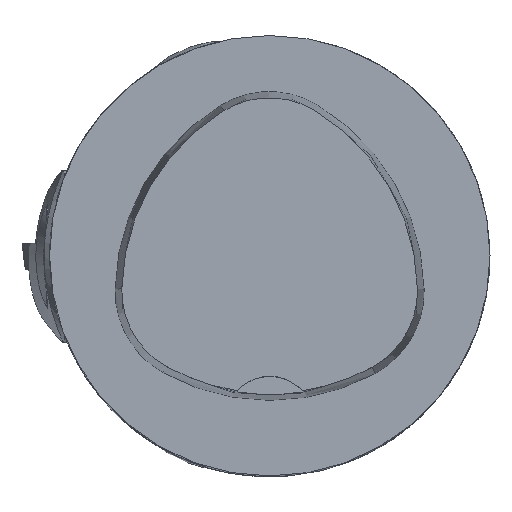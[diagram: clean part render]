
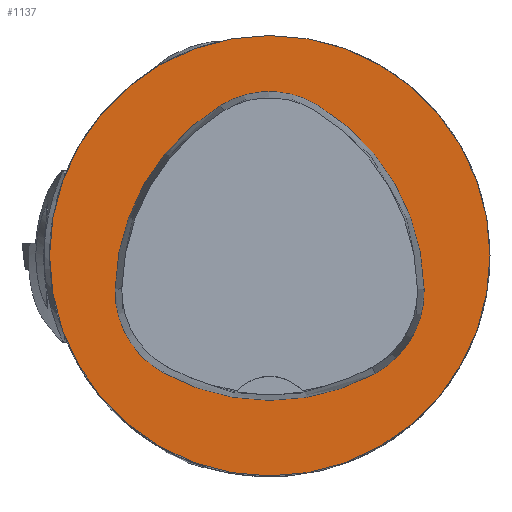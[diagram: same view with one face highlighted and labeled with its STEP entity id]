
A CAD part, top view. The second image highlights one B-rep face of the part: STEP entity #1137.
In plain terms, the highlighted planar face has unit normal (0, 0, 1).
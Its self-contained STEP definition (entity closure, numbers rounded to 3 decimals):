
#430=PLANE('',#7901);
#744=FACE_BOUND('',#1973,.T.);
#745=FACE_BOUND('',#1974,.T.);
#1137=ADVANCED_FACE('',(#744,#745),#430,.T.);
#1973=EDGE_LOOP('',(#2953,#2954,#2955,#2956,#2957,#2958));
#1974=EDGE_LOOP('',(#2959));
#2447=CIRCLE('',#7787,20.);
#2512=CIRCLE('',#7879,20.);
#2514=CIRCLE('',#7882,8.5);
#2516=CIRCLE('',#7885,20.);
#2518=CIRCLE('',#7888,8.5);
#2522=CIRCLE('',#7893,20.);
#2524=CIRCLE('',#7896,8.5);
#2953=ORIENTED_EDGE('',*,*,#5845,.T.);
#2954=ORIENTED_EDGE('',*,*,#5825,.T.);
#2955=ORIENTED_EDGE('',*,*,#5829,.T.);
#2956=ORIENTED_EDGE('',*,*,#5832,.T.);
#2957=ORIENTED_EDGE('',*,*,#5835,.T.);
#2958=ORIENTED_EDGE('',*,*,#5843,.T.);
#2959=ORIENTED_EDGE('',*,*,#5569,.F.);
#4827=VERTEX_POINT('',#10492);
#5078=VERTEX_POINT('',#11087);
#5079=VERTEX_POINT('',#11088);
#5082=VERTEX_POINT('',#11096);
#5084=VERTEX_POINT('',#11102);
#5086=VERTEX_POINT('',#11108);
#5093=VERTEX_POINT('',#11129);
#5569=EDGE_CURVE('',#4827,#4827,#2447,.T.);
#5825=EDGE_CURVE('',#5078,#5079,#2512,.T.);
#5829=EDGE_CURVE('',#5079,#5082,#2514,.T.);
#5832=EDGE_CURVE('',#5082,#5084,#2516,.T.);
#5835=EDGE_CURVE('',#5084,#5086,#2518,.T.);
#5843=EDGE_CURVE('',#5086,#5093,#2522,.T.);
#5845=EDGE_CURVE('',#5093,#5078,#2524,.T.);
#7787=AXIS2_PLACEMENT_3D('',#10491,#8445,#8446);
#7879=AXIS2_PLACEMENT_3D('',#11086,#8797,#8798);
#7882=AXIS2_PLACEMENT_3D('',#11095,#8805,#8806);
#7885=AXIS2_PLACEMENT_3D('',#11101,#8812,#8813);
#7888=AXIS2_PLACEMENT_3D('',#11107,#8819,#8820);
#7893=AXIS2_PLACEMENT_3D('',#11130,#8831,#8832);
#7896=AXIS2_PLACEMENT_3D('',#11133,#8837,#8838);
#7901=AXIS2_PLACEMENT_3D('',#11138,#8847,#8848);
#8445=DIRECTION('',(0.,0.,-1.));
#8446=DIRECTION('',(-1.,0.,0.));
#8797=DIRECTION('',(0.,0.,-1.));
#8798=DIRECTION('',(-1.,0.,0.));
#8805=DIRECTION('',(0.,0.,-1.));
#8806=DIRECTION('',(-1.,0.,0.));
#8812=DIRECTION('',(0.,0.,-1.));
#8813=DIRECTION('',(-1.,0.,0.));
#8819=DIRECTION('',(0.,0.,-1.));
#8820=DIRECTION('',(-1.,0.,0.));
#8831=DIRECTION('',(0.,0.,-1.));
#8832=DIRECTION('',(-1.,0.,0.));
#8837=DIRECTION('',(0.,0.,-1.));
#8838=DIRECTION('',(-1.,0.,0.));
#8847=DIRECTION('',(0.,0.,1.));
#8848=DIRECTION('',(1.,0.,0.));
#10491=CARTESIAN_POINT('',(0.,0.,0.));
#10492=CARTESIAN_POINT('',(-20.,0.,0.));
#11086=CARTESIAN_POINT('',(5.955,-3.414,0.));
#11087=CARTESIAN_POINT('',(-14.041,-3.042,0.));
#11088=CARTESIAN_POINT('',(-4.472,13.653,0.));
#11095=CARTESIAN_POINT('',(-0.04,6.4,0.));
#11096=CARTESIAN_POINT('',(4.347,13.68,0.));
#11101=CARTESIAN_POINT('',(-5.976,-3.45,0.));
#11102=CARTESIAN_POINT('',(14.021,-3.075,0.));
#11107=CARTESIAN_POINT('',(5.522,-3.235,0.));
#11108=CARTESIAN_POINT('',(9.588,-10.699,0.));
#11129=CARTESIAN_POINT('',(-9.655,-10.639,0.));
#11130=CARTESIAN_POINT('',(0.022,6.864,0.));
#11133=CARTESIAN_POINT('',(-5.543,-3.2,0.));
#11138=CARTESIAN_POINT('',(0.,0.,0.));
